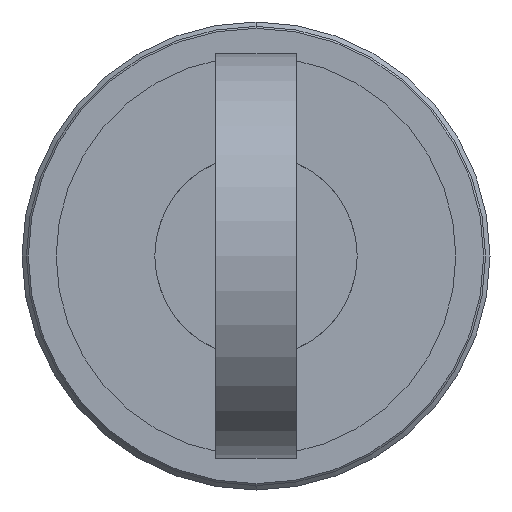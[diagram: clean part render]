
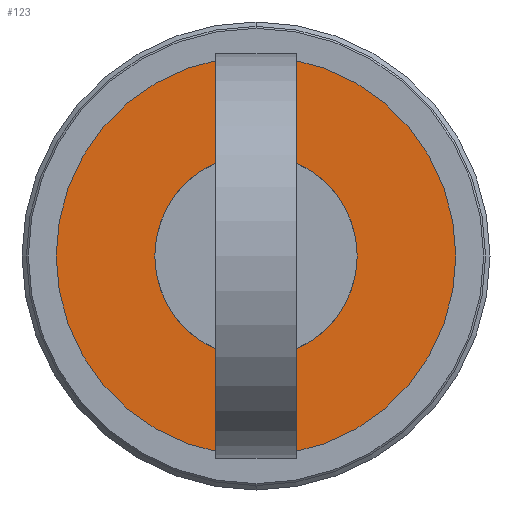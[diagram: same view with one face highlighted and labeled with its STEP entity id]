
A CAD part, left-side view. The second image highlights one B-rep face of the part: STEP entity #123.
In plain terms, the highlighted planar face has unit normal (-1, 0, 0).
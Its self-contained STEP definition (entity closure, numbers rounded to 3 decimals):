
#123=ADVANCED_FACE('',(#312),#311,.F.);
#311=PLANE('',#1242);
#312=FACE_OUTER_BOUND('',#1243,.T.);
#1239=CARTESIAN_POINT('',(151.867,-16.42,216.538));
#1240=DIRECTION('',(1.,0.,0.));
#1241=DIRECTION('',(0.,0.,-1.));
#1242=AXIS2_PLACEMENT_3D('',#1239,#1240,#1241);
#1243=EDGE_LOOP('',(#1916,#1917));
#1916=ORIENTED_EDGE('',*,*,#2330,.T.);
#1917=ORIENTED_EDGE('',*,*,#2331,.T.);
#2330=EDGE_CURVE('',#2836,#2837,#2838,.T.);
#2331=EDGE_CURVE('',#2837,#2836,#2844,.T.);
#2836=VERTEX_POINT('',#4137);
#2837=VERTEX_POINT('',#4138);
#2838=CIRCLE('',#4142,7.9);
#2844=CIRCLE('',#4146,7.9);
#4137=CARTESIAN_POINT('',(151.867,0.,214.168));
#4138=CARTESIAN_POINT('',(151.867,0.,198.368));
#4139=CARTESIAN_POINT('',(151.867,0.,206.268));
#4140=DIRECTION('',(-1.,0.,0.));
#4141=DIRECTION('',(0.,0.,1.));
#4142=AXIS2_PLACEMENT_3D('',#4139,#4140,#4141);
#4143=CARTESIAN_POINT('',(151.867,0.,206.268));
#4144=DIRECTION('',(-1.,0.,0.));
#4145=DIRECTION('',(0.,0.,1.));
#4146=AXIS2_PLACEMENT_3D('',#4143,#4144,#4145);
